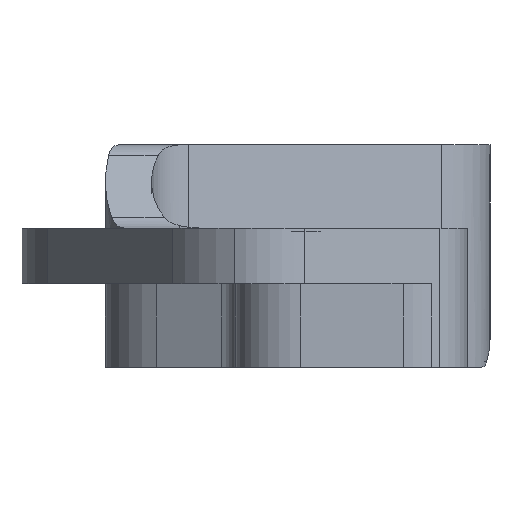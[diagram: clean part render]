
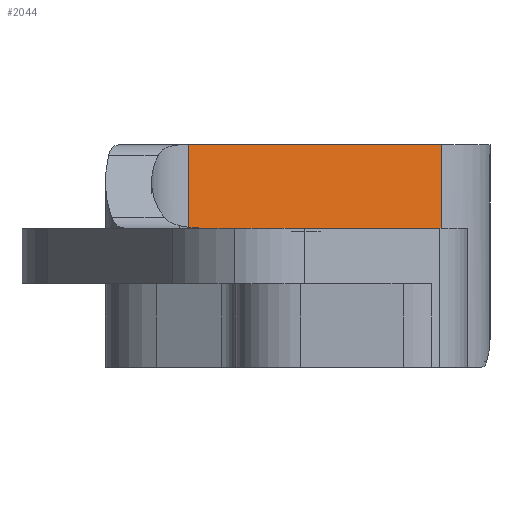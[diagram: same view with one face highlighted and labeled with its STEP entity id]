
A CAD part, front view. The second image highlights one B-rep face of the part: STEP entity #2044.
In plain terms, the highlighted planar face has unit normal (0.342, -0.94, 0).
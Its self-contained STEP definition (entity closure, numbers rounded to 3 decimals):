
#45 = VERTEX_POINT ( 'NONE', #1480 ) ;
#328 = LINE ( 'NONE', #1189, #2233 ) ;
#419 = CARTESIAN_POINT ( 'NONE',  ( 117.855, -24.143, 270. ) ) ;
#564 = LINE ( 'NONE', #2418, #1990 ) ;
#627 = EDGE_CURVE ( 'NONE', #1591, #1550, #328, .T. ) ;
#672 = DIRECTION ( 'NONE',  ( 0., 0., -1. ) ) ;
#747 = VECTOR ( 'NONE', #3147, 1000. ) ;
#812 = ORIENTED_EDGE ( 'NONE', *, *, #1558, .F. ) ;
#896 = FACE_OUTER_BOUND ( 'NONE', #2803, .T. ) ;
#1041 = VERTEX_POINT ( 'NONE', #419 ) ;
#1189 = CARTESIAN_POINT ( 'NONE',  ( 131.466, -19.183, 257.997 ) ) ;
#1218 = CARTESIAN_POINT ( 'NONE',  ( 117.819, -24.156, 270. ) ) ;
#1295 = ORIENTED_EDGE ( 'NONE', *, *, #1932, .F. ) ;
#1456 = DIRECTION ( 'NONE',  ( 0., 0., -1. ) ) ;
#1479 = CARTESIAN_POINT ( 'NONE',  ( 117.819, -24.156, 258. ) ) ;
#1480 = CARTESIAN_POINT ( 'NONE',  ( 117.819, -24.156, 258. ) ) ;
#1550 = VERTEX_POINT ( 'NONE', #2279 ) ;
#1558 = EDGE_CURVE ( 'NONE', #1550, #45, #1635, .T. ) ;
#1591 = VERTEX_POINT ( 'NONE', #2110 ) ;
#1635 = LINE ( 'NONE', #2252, #747 ) ;
#1882 = EDGE_CURVE ( 'NONE', #1041, #1591, #564, .T. ) ;
#1932 = EDGE_CURVE ( 'NONE', #3045, #1041, #2734, .T. ) ;
#1990 = VECTOR ( 'NONE', #2386, 1000. ) ;
#2018 = AXIS2_PLACEMENT_3D ( 'NONE', #2805, #2818, #2832 ) ;
#2044 = ADVANCED_FACE ( 'NONE', ( #896 ), #2762, .T. ) ;
#2070 = VECTOR ( 'NONE', #1456, 1000. ) ;
#2096 = ORIENTED_EDGE ( 'NONE', *, *, #2947, .T. ) ;
#2110 = CARTESIAN_POINT ( 'NONE',  ( 131.466, -19.183, 270. ) ) ;
#2153 = LINE ( 'NONE', #1479, #2070 ) ;
#2233 = VECTOR ( 'NONE', #672, 1000. ) ;
#2252 = CARTESIAN_POINT ( 'NONE',  ( 133.959, -18.275, 258. ) ) ;
#2279 = CARTESIAN_POINT ( 'NONE',  ( 131.466, -19.183, 258. ) ) ;
#2386 = DIRECTION ( 'NONE',  ( 0.94, 0.342, 0. ) ) ;
#2418 = CARTESIAN_POINT ( 'NONE',  ( 147.726, -13.258, 270. ) ) ;
#2516 = CARTESIAN_POINT ( 'NONE',  ( 117.831, -24.152, 270. ) ) ;
#2520 = CARTESIAN_POINT ( 'NONE',  ( 117.819, -24.156, 270. ) ) ;
#2529 = CARTESIAN_POINT ( 'NONE',  ( 117.843, -24.148, 270. ) ) ;
#2546 = CARTESIAN_POINT ( 'NONE',  ( 117.855, -24.143, 270. ) ) ;
#2665 = ORIENTED_EDGE ( 'NONE', *, *, #627, .F. ) ;
#2734 =( BOUNDED_CURVE ( )  B_SPLINE_CURVE ( 3, ( #2520, #2516, #2529, #2546 ),
 .UNSPECIFIED., .F., .T. ) 
 B_SPLINE_CURVE_WITH_KNOTS ( ( 4, 4 ),
 ( 4.706, 4.712 ),
 .UNSPECIFIED. ) 
 CURVE ( )  GEOMETRIC_REPRESENTATION_ITEM ( )  RATIONAL_B_SPLINE_CURVE ( ( 1., 1., 1., 1. ) ) 
 REPRESENTATION_ITEM ( '' )  );
#2762 = PLANE ( 'NONE',  #2018 ) ;
#2803 = EDGE_LOOP ( 'NONE', ( #812, #2665, #2928, #1295, #2096 ) ) ;
#2805 = CARTESIAN_POINT ( 'NONE',  ( 131.466, -19.183, 270. ) ) ;
#2818 = DIRECTION ( 'NONE',  ( 0.342, -0.94, 0. ) ) ;
#2832 = DIRECTION ( 'NONE',  ( -0.94, -0.342, 0. ) ) ;
#2928 = ORIENTED_EDGE ( 'NONE', *, *, #1882, .F. ) ;
#2947 = EDGE_CURVE ( 'NONE', #3045, #45, #2153, .T. ) ;
#3045 = VERTEX_POINT ( 'NONE', #1218 ) ;
#3147 = DIRECTION ( 'NONE',  ( -0.94, -0.342, 0. ) ) ;
